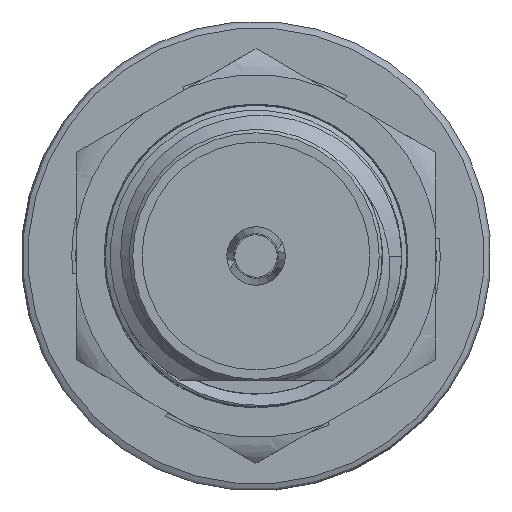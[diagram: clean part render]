
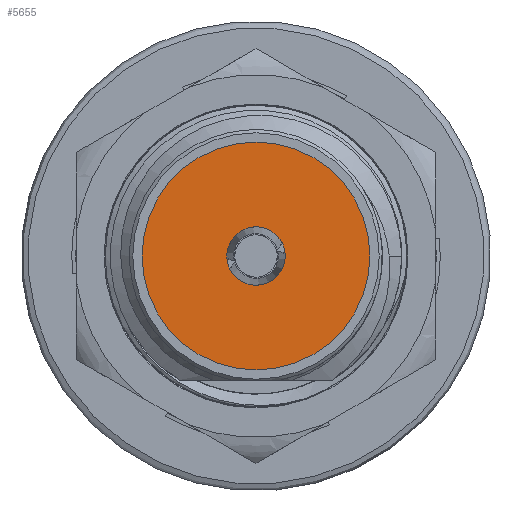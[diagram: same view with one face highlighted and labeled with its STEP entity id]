
A CAD part, front view. The second image highlights one B-rep face of the part: STEP entity #5655.
In plain terms, the highlighted planar face has unit normal (0, -1, 0).
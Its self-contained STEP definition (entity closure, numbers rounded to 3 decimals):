
#865=PLANE('',#5995);
#1887=ORIENTED_EDGE('',*,*,#2641,.F.);
#1888=ORIENTED_EDGE('',*,*,#2242,.F.);
#2242=EDGE_CURVE('',#2842,#2842,#3239,.T.);
#2641=EDGE_CURVE('',#3110,#3110,#3313,.T.);
#2842=VERTEX_POINT('',#7990);
#3110=VERTEX_POINT('',#21820);
#3239=CIRCLE('',#5808,0.635);
#3313=CIRCLE('',#5996,2.475);
#3606=EDGE_LOOP('',(#1887));
#3607=EDGE_LOOP('',(#1888));
#3909=FACE_BOUND('',#3606,.T.);
#3910=FACE_BOUND('',#3607,.T.);
#5655=ADVANCED_FACE('',(#3909,#3910),#865,.F.);
#5808=AXIS2_PLACEMENT_3D('',#7989,#6313,#6314);
#5995=AXIS2_PLACEMENT_3D('',#21818,#6813,#6814);
#5996=AXIS2_PLACEMENT_3D('',#21819,#6815,#6816);
#6313=DIRECTION('',(0.,-1.,0.));
#6314=DIRECTION('',(-0.996,0.,0.087));
#6813=DIRECTION('',(0.,1.,0.));
#6814=DIRECTION('',(1.,0.,0.));
#6815=DIRECTION('',(0.,1.,0.));
#6816=DIRECTION('',(0.,0.,-1.));
#7989=CARTESIAN_POINT('',(0.,-76.21,0.));
#7990=CARTESIAN_POINT('',(-0.633,-76.21,0.055));
#21818=CARTESIAN_POINT('',(0.,-76.21,0.));
#21819=CARTESIAN_POINT('',(0.,-76.21,0.));
#21820=CARTESIAN_POINT('',(0.,-76.21,-2.475));
